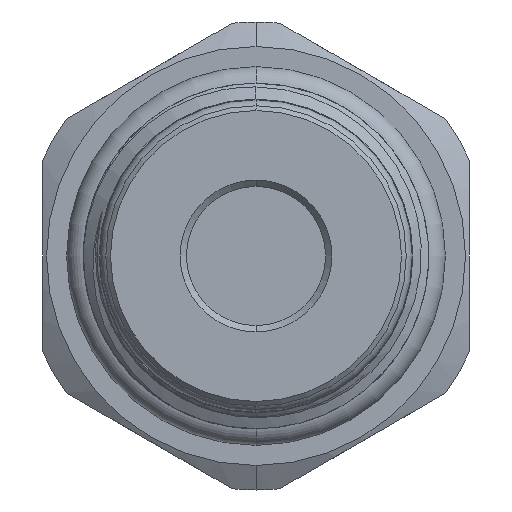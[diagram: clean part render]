
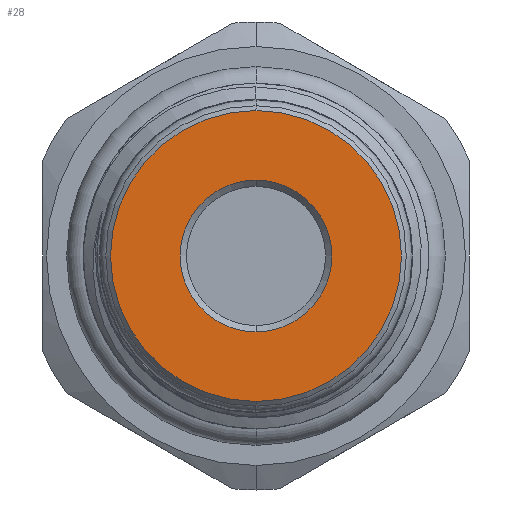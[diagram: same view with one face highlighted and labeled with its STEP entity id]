
A CAD part, left-side view. The second image highlights one B-rep face of the part: STEP entity #28.
In plain terms, the highlighted planar face has unit normal (-1, 0, 0).
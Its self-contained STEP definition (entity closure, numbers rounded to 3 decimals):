
#28 = ADVANCED_FACE ( 'NONE', ( #4093, #3581 ), #2361, .F. ) ;
#258 = AXIS2_PLACEMENT_3D ( 'NONE', #354, #3679, #310 ) ;
#310 = DIRECTION ( 'NONE',  ( 0., 0., -1. ) ) ;
#354 = CARTESIAN_POINT ( 'NONE',  ( 0., 0., 0. ) ) ;
#363 = EDGE_LOOP ( 'NONE', ( #2663, #1221 ) ) ;
#400 = DIRECTION ( 'NONE',  ( 1., 0., 0. ) ) ;
#441 = AXIS2_PLACEMENT_3D ( 'NONE', #4249, #3108, #2376 ) ;
#532 = ORIENTED_EDGE ( 'NONE', *, *, #4710, .T. ) ;
#646 = VERTEX_POINT ( 'NONE', #4768 ) ;
#725 = DIRECTION ( 'NONE',  ( -1., 0., 0. ) ) ;
#991 = AXIS2_PLACEMENT_3D ( 'NONE', #1174, #3939, #2431 ) ;
#1174 = CARTESIAN_POINT ( 'NONE',  ( 0., 0., 0. ) ) ;
#1221 = ORIENTED_EDGE ( 'NONE', *, *, #3721, .T. ) ;
#1689 = AXIS2_PLACEMENT_3D ( 'NONE', #2237, #400, #2660 ) ;
#1751 = CARTESIAN_POINT ( 'NONE',  ( 0., 0., 4.8 ) ) ;
#1831 = VERTEX_POINT ( 'NONE', #4371 ) ;
#2237 = CARTESIAN_POINT ( 'NONE',  ( 0., 0., 0. ) ) ;
#2255 = DIRECTION ( 'NONE',  ( 0., 0., -1. ) ) ;
#2361 = PLANE ( 'NONE',  #991 ) ;
#2376 = DIRECTION ( 'NONE',  ( 0., 0., -1. ) ) ;
#2431 = DIRECTION ( 'NONE',  ( 0., 0., -1. ) ) ;
#2482 = CARTESIAN_POINT ( 'NONE',  ( 0., 0., 9.2 ) ) ;
#2660 = DIRECTION ( 'NONE',  ( 0., 0., -1. ) ) ;
#2663 = ORIENTED_EDGE ( 'NONE', *, *, #2701, .T. ) ;
#2692 = EDGE_CURVE ( 'NONE', #1831, #4849, #2986, .T. ) ;
#2701 = EDGE_CURVE ( 'NONE', #3421, #646, #3854, .T. ) ;
#2799 = CIRCLE ( 'NONE', #258, 9.2 ) ;
#2928 = CIRCLE ( 'NONE', #441, 4.8 ) ;
#2986 = CIRCLE ( 'NONE', #3111, 9.2 ) ;
#3002 = ORIENTED_EDGE ( 'NONE', *, *, #2692, .T. ) ;
#3108 = DIRECTION ( 'NONE',  ( 1., 0., 0. ) ) ;
#3111 = AXIS2_PLACEMENT_3D ( 'NONE', #3363, #725, #2255 ) ;
#3363 = CARTESIAN_POINT ( 'NONE',  ( 0., 0., 0. ) ) ;
#3421 = VERTEX_POINT ( 'NONE', #1751 ) ;
#3581 = FACE_OUTER_BOUND ( 'NONE', #4381, .T. ) ;
#3679 = DIRECTION ( 'NONE',  ( -1., 0., 0. ) ) ;
#3721 = EDGE_CURVE ( 'NONE', #646, #3421, #2928, .T. ) ;
#3854 = CIRCLE ( 'NONE', #1689, 4.8 ) ;
#3939 = DIRECTION ( 'NONE',  ( 1., 0., 0. ) ) ;
#4093 = FACE_BOUND ( 'NONE', #363, .T. ) ;
#4249 = CARTESIAN_POINT ( 'NONE',  ( 0., 0., 0. ) ) ;
#4371 = CARTESIAN_POINT ( 'NONE',  ( 0., 0., -9.2 ) ) ;
#4381 = EDGE_LOOP ( 'NONE', ( #3002, #532 ) ) ;
#4710 = EDGE_CURVE ( 'NONE', #4849, #1831, #2799, .T. ) ;
#4768 = CARTESIAN_POINT ( 'NONE',  ( 0., 0., -4.8 ) ) ;
#4849 = VERTEX_POINT ( 'NONE', #2482 ) ;
